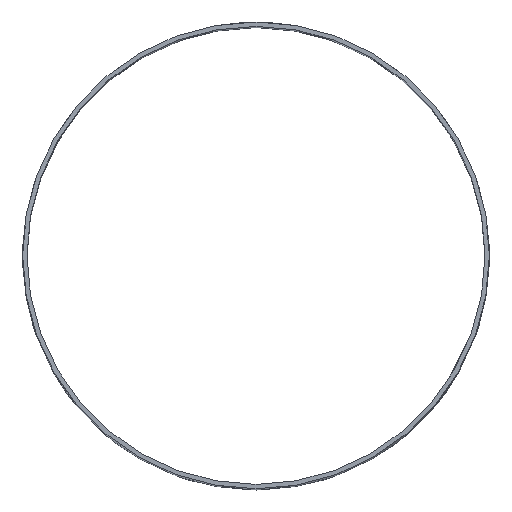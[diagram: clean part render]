
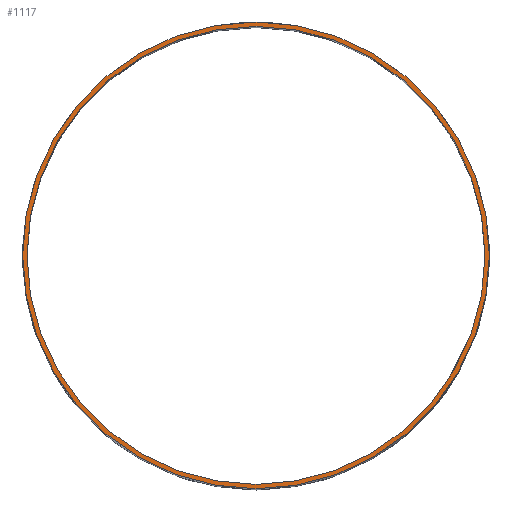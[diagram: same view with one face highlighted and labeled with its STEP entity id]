
A CAD part, top view. The second image highlights one B-rep face of the part: STEP entity #1117.
In plain terms, the highlighted planar face has unit normal (0, 0, 1).
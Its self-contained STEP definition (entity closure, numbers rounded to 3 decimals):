
#67=FACE_BOUND('',#227,.T.);
#68=CIRCLE('',#1147,130.);
#83=CIRCLE('',#1194,132.5);
#95=PLANE('',#1196);
#135=FACE_OUTER_BOUND('',#226,.T.);
#226=EDGE_LOOP('',(#1048));
#227=EDGE_LOOP('',(#1049));
#450=VERTEX_POINT('',#1694);
#551=VERTEX_POINT('',#3325);
#580=EDGE_CURVE('',#450,#450,#68,.T.);
#717=EDGE_CURVE('',#551,#551,#83,.T.);
#1048=ORIENTED_EDGE('',*,*,#717,.F.);
#1049=ORIENTED_EDGE('',*,*,#580,.T.);
#1117=ADVANCED_FACE('',(#135,#67),#95,.T.);
#1147=AXIS2_PLACEMENT_3D('',#1695,#1219,#1220);
#1194=AXIS2_PLACEMENT_3D('',#3327,#1353,#1354);
#1196=AXIS2_PLACEMENT_3D('',#3329,#1357,#1358);
#1219=DIRECTION('center_axis',(0.,0.,-1.));
#1220=DIRECTION('ref_axis',(-1.,0.,0.));
#1353=DIRECTION('center_axis',(0.,0.,-1.));
#1354=DIRECTION('ref_axis',(-1.,0.,0.));
#1357=DIRECTION('center_axis',(0.,0.,1.));
#1358=DIRECTION('ref_axis',(1.,0.,0.));
#1694=CARTESIAN_POINT('',(130.,0.,0.));
#1695=CARTESIAN_POINT('Origin',(0.,0.,0.));
#3325=CARTESIAN_POINT('',(132.5,0.,0.));
#3327=CARTESIAN_POINT('Origin',(0.,0.,0.));
#3329=CARTESIAN_POINT('Origin',(0.,0.,0.));
